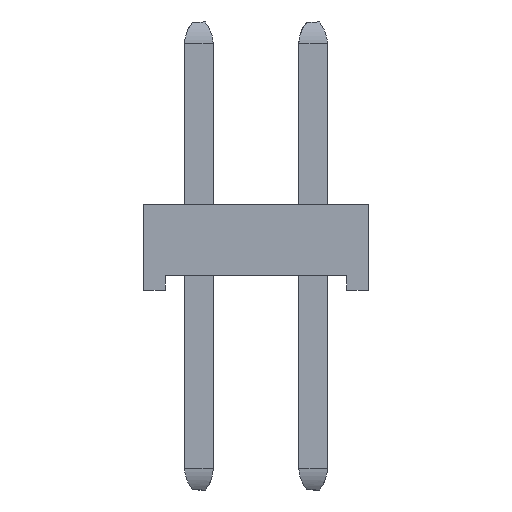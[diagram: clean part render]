
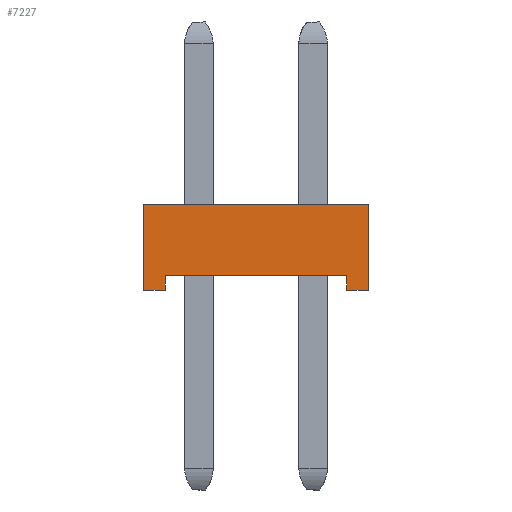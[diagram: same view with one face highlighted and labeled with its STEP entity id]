
A CAD part, left-side view. The second image highlights one B-rep face of the part: STEP entity #7227.
In plain terms, the highlighted planar face has unit normal (-1, 0, 0).
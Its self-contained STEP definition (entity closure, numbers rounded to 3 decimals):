
#7099=CARTESIAN_POINT('',(-10.,-1.969,0.));
#7100=VERTEX_POINT('',#7099);
#7101=CARTESIAN_POINT('',(-10.,-1.588,0.));
#7102=VERTEX_POINT('',#7101);
#7103=CARTESIAN_POINT('',(-10.,-1.969,0.));
#7104=DIRECTION('',(0.0,1.0,0.0));
#7105=VECTOR('',#7104,0.381);
#7106=LINE('',#7103,#7105);
#7107=EDGE_CURVE('',#7100,#7102,#7106,.T.);
#7165=CARTESIAN_POINT('',(-10.,-2.165,-0.075));
#7166=DIRECTION('',(1.0,0.0,0.0));
#7167=DIRECTION('',(0.0,1.0,0.0));
#7168=AXIS2_PLACEMENT_3D('',#7165,#7166,#7167);
#7169=PLANE('',#7168);
#7170=CARTESIAN_POINT('',(-10.,1.968,1.499));
#7171=VERTEX_POINT('',#7170);
#7172=CARTESIAN_POINT('',(-10.,1.968,0.));
#7173=VERTEX_POINT('',#7172);
#7174=CARTESIAN_POINT('',(-10.,1.968,1.499));
#7175=DIRECTION('',(0.0,0.0,-1.0));
#7176=VECTOR('',#7175,1.499);
#7177=LINE('',#7174,#7176);
#7178=EDGE_CURVE('',#7171,#7173,#7177,.T.);
#7179=ORIENTED_EDGE('',*,*,#7178,.T.);
#7180=CARTESIAN_POINT('',(-10.,1.588,0.));
#7181=VERTEX_POINT('',#7180);
#7182=CARTESIAN_POINT('',(-10.,1.968,0.));
#7183=DIRECTION('',(0.0,-1.0,0.0));
#7184=VECTOR('',#7183,0.381);
#7185=LINE('',#7182,#7184);
#7186=EDGE_CURVE('',#7173,#7181,#7185,.T.);
#7187=ORIENTED_EDGE('',*,*,#7186,.T.);
#7188=CARTESIAN_POINT('',(-10.,1.588,0.254));
#7189=VERTEX_POINT('',#7188);
#7190=CARTESIAN_POINT('',(-10.,1.588,0.));
#7191=DIRECTION('',(0.0,0.0,1.0));
#7192=VECTOR('',#7191,0.254);
#7193=LINE('',#7190,#7192);
#7194=EDGE_CURVE('',#7181,#7189,#7193,.T.);
#7195=ORIENTED_EDGE('',*,*,#7194,.T.);
#7196=CARTESIAN_POINT('',(-10.,-1.588,0.254));
#7197=VERTEX_POINT('',#7196);
#7198=CARTESIAN_POINT('',(-10.,1.588,0.254));
#7199=DIRECTION('',(0.0,-1.0,0.0));
#7200=VECTOR('',#7199,3.175);
#7201=LINE('',#7198,#7200);
#7202=EDGE_CURVE('',#7189,#7197,#7201,.T.);
#7203=ORIENTED_EDGE('',*,*,#7202,.T.);
#7204=CARTESIAN_POINT('',(-10.,-1.588,0.));
#7205=DIRECTION('',(0.0,0.0,1.0));
#7206=VECTOR('',#7205,0.254);
#7207=LINE('',#7204,#7206);
#7208=EDGE_CURVE('',#7102,#7197,#7207,.T.);
#7209=ORIENTED_EDGE('',*,*,#7208,.F.);
#7210=ORIENTED_EDGE('',*,*,#7107,.F.);
#7211=CARTESIAN_POINT('',(-10.,-1.969,1.499));
#7212=VERTEX_POINT('',#7211);
#7213=CARTESIAN_POINT('',(-10.,-1.969,1.499));
#7214=DIRECTION('',(0.0,0.0,-1.0));
#7215=VECTOR('',#7214,1.499);
#7216=LINE('',#7213,#7215);
#7217=EDGE_CURVE('',#7212,#7100,#7216,.T.);
#7218=ORIENTED_EDGE('',*,*,#7217,.F.);
#7219=CARTESIAN_POINT('',(-10.,1.968,1.499));
#7220=DIRECTION('',(0.0,-1.0,0.0));
#7221=VECTOR('',#7220,3.937);
#7222=LINE('',#7219,#7221);
#7223=EDGE_CURVE('',#7171,#7212,#7222,.T.);
#7224=ORIENTED_EDGE('',*,*,#7223,.F.);
#7225=EDGE_LOOP('',(#7179,#7187,#7195,#7203,#7209,#7210,#7218,#7224));
#7226=FACE_OUTER_BOUND('',#7225,.T.);
#7227=ADVANCED_FACE('',(#7226),#7169,.F.);
